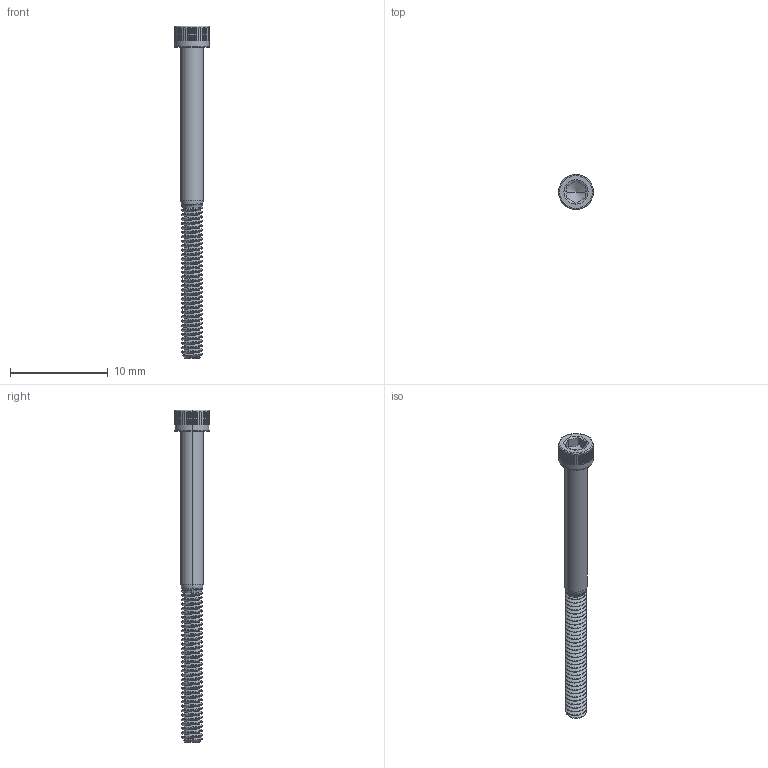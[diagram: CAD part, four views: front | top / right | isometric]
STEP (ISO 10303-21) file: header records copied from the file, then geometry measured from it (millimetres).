
FILE_DESCRIPTION (( 'STEP AP203' ), '1' );
FILE_NAME ('91251A195_Black-Oxide Alloy Steel Socket Head Screw.STEP', '2025-08-18T13:24:06', ( 'Administrator' ), ( 'Managed by Terraform' ), 'SwSTEP 2.0', 'SolidWorks 2017', '' );
FILE_SCHEMA (( 'CONFIG_CONTROL_DESIGN' ));
Length unit declared in the file: inch
Products named in the file (1): 91251A195_Black-Oxide Alloy Steel Socket Head Screw
Bounding box: 3.57 x 3.57 x 33.93 mm (x, y, z)
Volume: 128.2 mm3; surface area: 328.3 mm2
Topology: 1 solids, 1 shells, 352 faces, 888 edges, 588 vertices
Faces by surface type: cylinder 123, cone 111, plane 109, torus 6, bspline 3
Entity records: 14832 total; most frequent: CARTESIAN_POINT 6540, ORIENTED_EDGE 1772, DIRECTION 1642, EDGE_CURVE 886, VERTEX_POINT 588, AXIS2_PLACEMENT_3D 577, VECTOR 488, LINE 488
